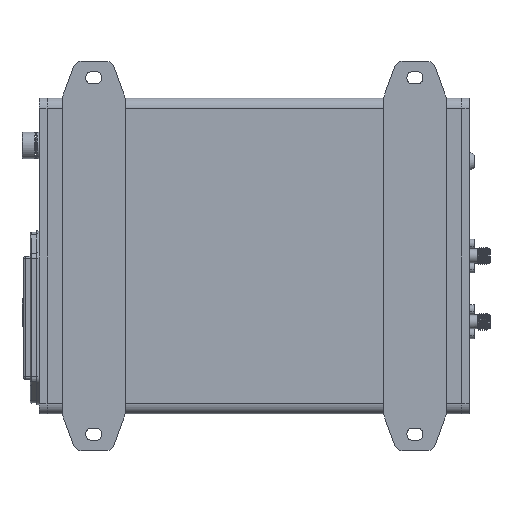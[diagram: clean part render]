
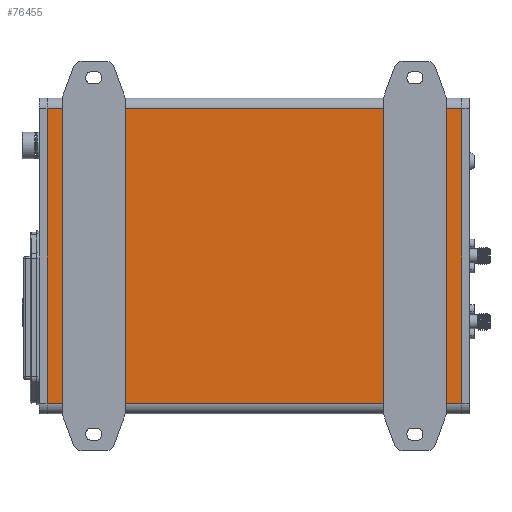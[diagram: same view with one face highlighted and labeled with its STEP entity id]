
A CAD part, front view. The second image highlights one B-rep face of the part: STEP entity #76455.
In plain terms, the highlighted planar face has unit normal (0, -1, 0).
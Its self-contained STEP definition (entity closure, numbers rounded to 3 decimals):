
#2669 = LINE ( 'NONE', #3204, #37873 ) ;
#3204 = CARTESIAN_POINT ( 'NONE',  ( 78.75, 0., 60. ) ) ;
#5215 = DIRECTION ( 'NONE',  ( 0., 1., 0. ) ) ;
#8573 = CARTESIAN_POINT ( 'NONE',  ( 78.75, 0., -56. ) ) ;
#8756 = VERTEX_POINT ( 'NONE', #8573 ) ;
#13041 = CARTESIAN_POINT ( 'NONE',  ( 78.75, 0., -56. ) ) ;
#13609 = LINE ( 'NONE', #30770, #62853 ) ;
#29919 = CARTESIAN_POINT ( 'NONE',  ( -78.75, 0., 56. ) ) ;
#30770 = CARTESIAN_POINT ( 'NONE',  ( -78.75, 0., 60. ) ) ;
#34327 = DIRECTION ( 'NONE',  ( 0., 0., -1. ) ) ;
#37873 = VECTOR ( 'NONE', #34327, 1000. ) ;
#38022 = EDGE_LOOP ( 'NONE', ( #39985, #59837, #64558, #65092 ) ) ;
#39372 = LINE ( 'NONE', #88666, #42600 ) ;
#39985 = ORIENTED_EDGE ( 'NONE', *, *, #45636, .F. ) ;
#42600 = VECTOR ( 'NONE', #103726, 1000. ) ;
#45636 = EDGE_CURVE ( 'NONE', #105365, #8756, #2669, .T. ) ;
#46014 = PLANE ( 'NONE',  #95423 ) ;
#47066 = FACE_OUTER_BOUND ( 'NONE', #38022, .T. ) ;
#47859 = CARTESIAN_POINT ( 'NONE',  ( -78.75, 0., -56. ) ) ;
#59837 = ORIENTED_EDGE ( 'NONE', *, *, #77434, .T. ) ;
#60090 = CARTESIAN_POINT ( 'NONE',  ( 78.75, 0., 56. ) ) ;
#62415 = DIRECTION ( 'NONE',  ( 0., 0., -1. ) ) ;
#62853 = VECTOR ( 'NONE', #62415, 1000. ) ;
#63021 = VECTOR ( 'NONE', #86534, 1000. ) ;
#63133 = VERTEX_POINT ( 'NONE', #47859 ) ;
#64558 = ORIENTED_EDGE ( 'NONE', *, *, #75105, .T. ) ;
#65092 = ORIENTED_EDGE ( 'NONE', *, *, #86153, .T. ) ;
#70396 = LINE ( 'NONE', #13041, #63021 ) ;
#75105 = EDGE_CURVE ( 'NONE', #85606, #63133, #13609, .T. ) ;
#76455 = ADVANCED_FACE ( 'NONE', ( #47066 ), #46014, .F. ) ;
#77434 = EDGE_CURVE ( 'NONE', #105365, #85606, #39372, .T. ) ;
#79726 = CARTESIAN_POINT ( 'NONE',  ( 78.75, 0., 60. ) ) ;
#85606 = VERTEX_POINT ( 'NONE', #29919 ) ;
#86153 = EDGE_CURVE ( 'NONE', #63133, #8756, #70396, .T. ) ;
#86534 = DIRECTION ( 'NONE',  ( 1., 0., 0. ) ) ;
#88666 = CARTESIAN_POINT ( 'NONE',  ( 78.75, 0., 56. ) ) ;
#95423 = AXIS2_PLACEMENT_3D ( 'NONE', #79726, #5215, #96840 ) ;
#96840 = DIRECTION ( 'NONE',  ( 0., 0., 1. ) ) ;
#103726 = DIRECTION ( 'NONE',  ( -1., 0., 0. ) ) ;
#105365 = VERTEX_POINT ( 'NONE', #60090 ) ;
